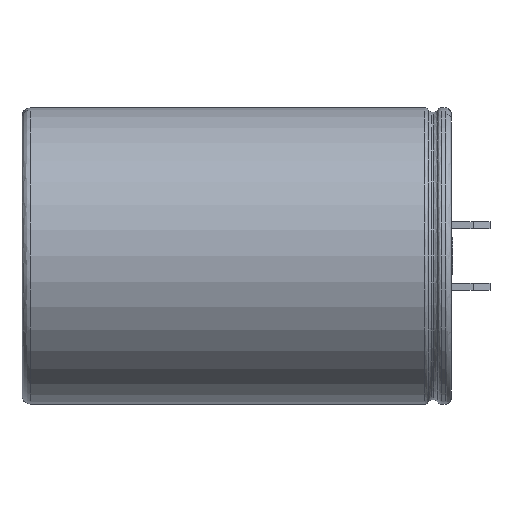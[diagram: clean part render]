
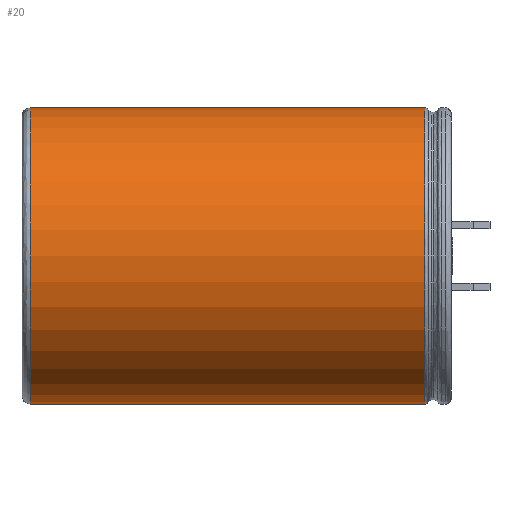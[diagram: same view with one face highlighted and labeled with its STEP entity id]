
A CAD part, left-side view. The second image highlights one B-rep face of the part: STEP entity #20.
In plain terms, the highlighted cylindrical face has radius 17.78 mm (diameter 35.56 mm), a partial arc.
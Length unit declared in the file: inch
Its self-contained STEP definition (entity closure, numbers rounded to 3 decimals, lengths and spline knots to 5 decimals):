
#20 = ADVANCED_FACE ( 'NONE', ( #729 ), #410, .T. ) ;
#29 = VERTEX_POINT ( 'NONE', #1661 ) ;
#45 = CIRCLE ( 'NONE', #1887, 0.7 ) ;
#74 = CARTESIAN_POINT ( 'NONE',  ( 0., 0.12738, 0. ) ) ;
#97 = CARTESIAN_POINT ( 'NONE',  ( 0., 2.79461, 0. ) ) ;
#128 = DIRECTION ( 'NONE',  ( 0., 1., 0. ) ) ;
#151 = ORIENTED_EDGE ( 'NONE', *, *, #275, .T. ) ;
#233 = ORIENTED_EDGE ( 'NONE', *, *, #883, .F. ) ;
#275 = EDGE_CURVE ( 'NONE', #1695, #1493, #45, .T. ) ;
#289 = VECTOR ( 'NONE', #324, 39.37008 ) ;
#313 = LINE ( 'NONE', #1103, #289 ) ;
#324 = DIRECTION ( 'NONE',  ( 0., 1., 0. ) ) ;
#410 = CYLINDRICAL_SURFACE ( 'NONE', #667, 0.7 ) ;
#646 = CIRCLE ( 'NONE', #1070, 0.7 ) ;
#667 = AXIS2_PLACEMENT_3D ( 'NONE', #97, #128, #1704 ) ;
#729 = FACE_OUTER_BOUND ( 'NONE', #977, .T. ) ;
#768 = EDGE_CURVE ( 'NONE', #29, #1772, #646, .T. ) ;
#883 = EDGE_CURVE ( 'NONE', #1695, #1772, #2017, .T. ) ;
#941 = DIRECTION ( 'NONE',  ( 0., 1., 0. ) ) ;
#952 = CARTESIAN_POINT ( 'NONE',  ( 0., 2.79461, -0.7 ) ) ;
#974 = EDGE_CURVE ( 'NONE', #1493, #29, #313, .T. ) ;
#977 = EDGE_LOOP ( 'NONE', ( #233, #151, #1650, #1339 ) ) ;
#994 = CARTESIAN_POINT ( 'NONE',  ( 0., 1.99, -0.7 ) ) ;
#1022 = DIRECTION ( 'NONE',  ( 0., 0., 1. ) ) ;
#1070 = AXIS2_PLACEMENT_3D ( 'NONE', #1669, #1191, #1022 ) ;
#1103 = CARTESIAN_POINT ( 'NONE',  ( 0., 2.79461, 0.7 ) ) ;
#1191 = DIRECTION ( 'NONE',  ( 0., -1., 0. ) ) ;
#1271 = VECTOR ( 'NONE', #941, 39.37008 ) ;
#1339 = ORIENTED_EDGE ( 'NONE', *, *, #768, .T. ) ;
#1381 = CARTESIAN_POINT ( 'NONE',  ( 0., 0.12738, -0.7 ) ) ;
#1493 = VERTEX_POINT ( 'NONE', #1959 ) ;
#1650 = ORIENTED_EDGE ( 'NONE', *, *, #974, .T. ) ;
#1661 = CARTESIAN_POINT ( 'NONE',  ( 0., 1.99, 0.7 ) ) ;
#1668 = DIRECTION ( 'NONE',  ( 0., 0., 1. ) ) ;
#1669 = CARTESIAN_POINT ( 'NONE',  ( 0., 1.99, 0. ) ) ;
#1695 = VERTEX_POINT ( 'NONE', #1381 ) ;
#1704 = DIRECTION ( 'NONE',  ( 0., 0., 1. ) ) ;
#1772 = VERTEX_POINT ( 'NONE', #994 ) ;
#1790 = DIRECTION ( 'NONE',  ( 0., 1., 0. ) ) ;
#1887 = AXIS2_PLACEMENT_3D ( 'NONE', #74, #1790, #1668 ) ;
#1959 = CARTESIAN_POINT ( 'NONE',  ( 0., 0.12738, 0.7 ) ) ;
#2017 = LINE ( 'NONE', #952, #1271 ) ;
